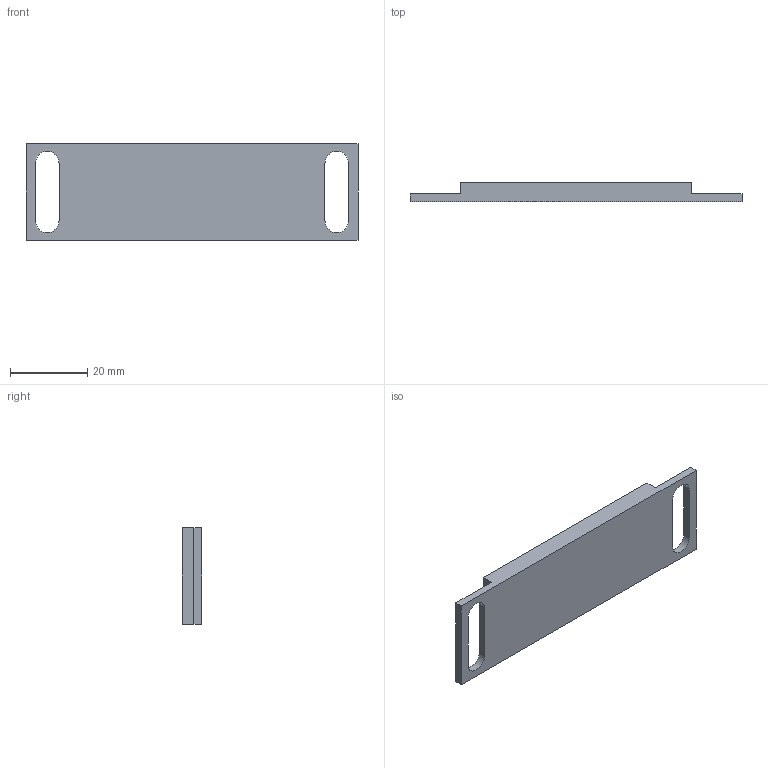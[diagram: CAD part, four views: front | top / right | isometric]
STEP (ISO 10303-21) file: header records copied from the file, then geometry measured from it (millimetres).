
FILE_DESCRIPTION(/* description */ ('STEP AP203'),/* implementation_level */ '2;1');
FILE_NAME(/* name */ 'MMTEC-25.stp',/* time_stamp */ '2018-02-23T11:48:32+01:00',/* author */ ('alexs'),/* organization */ (''),/* preprocessor_version */ 'ST-DEVELOPER v16.13',/* originating_system */ 'Autodesk Inventor 2018',/* authorisation */ '');
FILE_SCHEMA (('AUTOMOTIVE_DESIGN { 1 0 10303 214 3 1 1 }'));
Length unit declared in the file: millimetre
Products named in the file (1): MMTEC-25
Bounding box: 86 x 5 x 25 mm (x, y, z)
Volume: 5366 mm3; surface area: 5497.9 mm2
Topology: 1 solids, 1 shells, 45 faces, 123 edges, 82 vertices
Faces by surface type: plane 27, cylinder 18
Full cylindrical faces by diameter (mm): 5 x2
Entity records: 1470 total; most frequent: DIRECTION 249, CARTESIAN_POINT 249, ORIENTED_EDGE 242, EDGE_CURVE 121, LINE 85, VECTOR 85, VERTEX_POINT 82, AXIS2_PLACEMENT_3D 82
